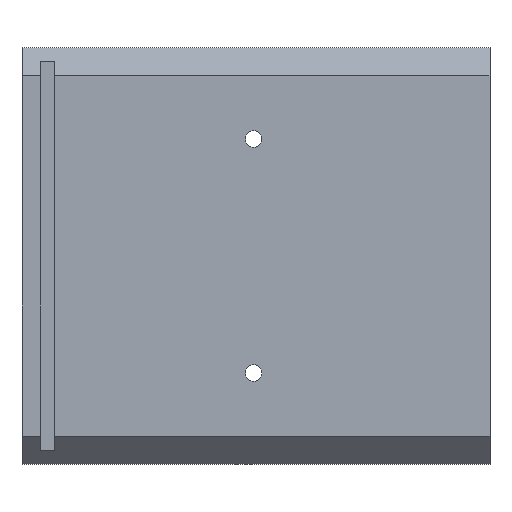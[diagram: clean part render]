
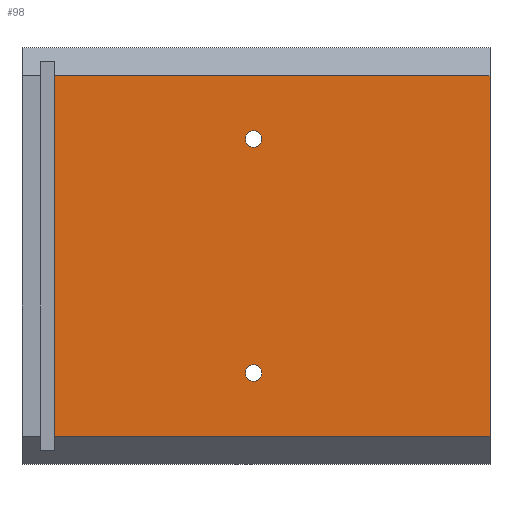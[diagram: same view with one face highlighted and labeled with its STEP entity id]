
A CAD part, top view. The second image highlights one B-rep face of the part: STEP entity #98.
In plain terms, the highlighted planar face has unit normal (0, 0, 1).
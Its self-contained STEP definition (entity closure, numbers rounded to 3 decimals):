
#9 = LINE ( 'NONE', #191, #370 ) ;
#10 = CARTESIAN_POINT ( 'NONE',  ( -43., -44.5, 6. ) ) ;
#11 = EDGE_CURVE ( 'NONE', #287, #243, #108, .T. ) ;
#13 = DIRECTION ( 'NONE',  ( 0., 0., -1. ) ) ;
#15 = AXIS2_PLACEMENT_3D ( 'NONE', #300, #13, #154 ) ;
#17 = ORIENTED_EDGE ( 'NONE', *, *, #87, .T. ) ;
#18 = DIRECTION ( 'NONE',  ( -1., 0., 0. ) ) ;
#20 = VECTOR ( 'NONE', #354, 1000. ) ;
#32 = VERTEX_POINT ( 'NONE', #188 ) ;
#50 = LINE ( 'NONE', #10, #461 ) ;
#52 = VERTEX_POINT ( 'NONE', #225 ) ;
#61 = EDGE_CURVE ( 'NONE', #134, #52, #9, .T. ) ;
#63 = CIRCLE ( 'NONE', #452, 1.75 ) ;
#80 = ORIENTED_EDGE ( 'NONE', *, *, #232, .T. ) ;
#84 = EDGE_LOOP ( 'NONE', ( #184, #80 ) ) ;
#87 = EDGE_CURVE ( 'NONE', #32, #468, #381, .T. ) ;
#96 = CARTESIAN_POINT ( 'NONE',  ( -0.5, 25., 6. ) ) ;
#98 = ADVANCED_FACE ( 'NONE', ( #178, #305, #233 ), #458, .F. ) ;
#103 = VERTEX_POINT ( 'NONE', #228 ) ;
#108 = CIRCLE ( 'NONE', #358, 1.75 ) ;
#111 = DIRECTION ( 'NONE',  ( -1., 0., 0. ) ) ;
#115 = DIRECTION ( 'NONE',  ( 0., 0., -1. ) ) ;
#118 = EDGE_CURVE ( 'NONE', #243, #287, #387, .T. ) ;
#124 = EDGE_CURVE ( 'NONE', #134, #468, #50, .T. ) ;
#127 = LINE ( 'NONE', #290, #20 ) ;
#134 = VERTEX_POINT ( 'NONE', #416 ) ;
#137 = DIRECTION ( 'NONE',  ( -1., 0., 0. ) ) ;
#154 = DIRECTION ( 'NONE',  ( -1., 0., 0. ) ) ;
#156 = CARTESIAN_POINT ( 'NONE',  ( 0., 0., 6. ) ) ;
#164 = ORIENTED_EDGE ( 'NONE', *, *, #11, .T. ) ;
#178 = FACE_BOUND ( 'NONE', #427, .T. ) ;
#181 = DIRECTION ( 'NONE',  ( 0., 0., -1. ) ) ;
#184 = ORIENTED_EDGE ( 'NONE', *, *, #403, .T. ) ;
#188 = CARTESIAN_POINT ( 'NONE',  ( 50., 38.5, 6. ) ) ;
#191 = CARTESIAN_POINT ( 'NONE',  ( 0., -38.5, 6. ) ) ;
#192 = AXIS2_PLACEMENT_3D ( 'NONE', #156, #115, #18 ) ;
#195 = ORIENTED_EDGE ( 'NONE', *, *, #201, .T. ) ;
#201 = EDGE_CURVE ( 'NONE', #52, #32, #127, .T. ) ;
#220 = DIRECTION ( 'NONE',  ( -1., 0., 0. ) ) ;
#222 = CARTESIAN_POINT ( 'NONE',  ( -2.25, -25., 6. ) ) ;
#225 = CARTESIAN_POINT ( 'NONE',  ( 50., -38.5, 6. ) ) ;
#228 = CARTESIAN_POINT ( 'NONE',  ( 1.25, 25., 6. ) ) ;
#229 = AXIS2_PLACEMENT_3D ( 'NONE', #286, #181, #220 ) ;
#232 = EDGE_CURVE ( 'NONE', #103, #471, #63, .T. ) ;
#233 = FACE_OUTER_BOUND ( 'NONE', #398, .T. ) ;
#240 = CARTESIAN_POINT ( 'NONE',  ( -2.25, 25., 6. ) ) ;
#243 = VERTEX_POINT ( 'NONE', #357 ) ;
#255 = CARTESIAN_POINT ( 'NONE',  ( -43., 38.5, 6. ) ) ;
#278 = VECTOR ( 'NONE', #417, 1000. ) ;
#285 = DIRECTION ( 'NONE',  ( 0., 0., -1. ) ) ;
#286 = CARTESIAN_POINT ( 'NONE',  ( -0.5, 25., 6. ) ) ;
#287 = VERTEX_POINT ( 'NONE', #222 ) ;
#290 = CARTESIAN_POINT ( 'NONE',  ( 50., -44.5, 6. ) ) ;
#298 = CARTESIAN_POINT ( 'NONE',  ( -0.5, -25., 6. ) ) ;
#300 = CARTESIAN_POINT ( 'NONE',  ( -0.5, -25., 6. ) ) ;
#301 = DIRECTION ( 'NONE',  ( 0., 1., 0. ) ) ;
#305 = FACE_BOUND ( 'NONE', #84, .T. ) ;
#309 = CIRCLE ( 'NONE', #229, 1.75 ) ;
#334 = ORIENTED_EDGE ( 'NONE', *, *, #124, .F. ) ;
#335 = DIRECTION ( 'NONE',  ( 0., 0., -1. ) ) ;
#337 = CARTESIAN_POINT ( 'NONE',  ( 0., 38.5, 6. ) ) ;
#354 = DIRECTION ( 'NONE',  ( 0., 1., 0. ) ) ;
#357 = CARTESIAN_POINT ( 'NONE',  ( 1.25, -25., 6. ) ) ;
#358 = AXIS2_PLACEMENT_3D ( 'NONE', #298, #335, #111 ) ;
#365 = ORIENTED_EDGE ( 'NONE', *, *, #118, .T. ) ;
#370 = VECTOR ( 'NONE', #376, 1000. ) ;
#376 = DIRECTION ( 'NONE',  ( 1., 0., 0. ) ) ;
#380 = ORIENTED_EDGE ( 'NONE', *, *, #61, .T. ) ;
#381 = LINE ( 'NONE', #337, #278 ) ;
#387 = CIRCLE ( 'NONE', #15, 1.75 ) ;
#398 = EDGE_LOOP ( 'NONE', ( #17, #334, #380, #195 ) ) ;
#403 = EDGE_CURVE ( 'NONE', #471, #103, #309, .T. ) ;
#416 = CARTESIAN_POINT ( 'NONE',  ( -43., -38.5, 6. ) ) ;
#417 = DIRECTION ( 'NONE',  ( -1., 0., 0. ) ) ;
#427 = EDGE_LOOP ( 'NONE', ( #164, #365 ) ) ;
#452 = AXIS2_PLACEMENT_3D ( 'NONE', #96, #285, #137 ) ;
#458 = PLANE ( 'NONE',  #192 ) ;
#461 = VECTOR ( 'NONE', #301, 1000. ) ;
#468 = VERTEX_POINT ( 'NONE', #255 ) ;
#471 = VERTEX_POINT ( 'NONE', #240 ) ;
